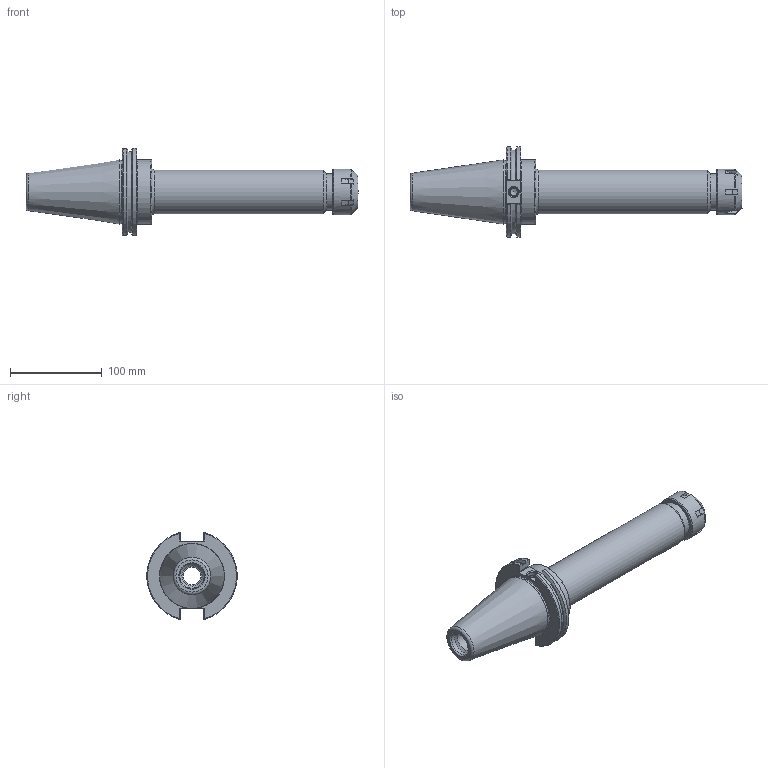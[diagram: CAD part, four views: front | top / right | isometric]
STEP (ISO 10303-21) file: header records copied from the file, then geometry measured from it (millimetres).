
FILE_DESCRIPTION((''),'2;1');
FILE_NAME('C50-32ERC1022.iam.stp','2014-06-02T14:19:10',(''),(''),'Autodesk Inventor 2012','Autodesk Inventor 2012','');
FILE_SCHEMA(('AUTOMOTIVE_DESIGN { 1 0 10303 214 1 1 1 1 }'));
Length unit declared in the file: inch
Products named in the file (3): C50-32ERC1022; C50-32ER10-1; 32ERCN
Assembly tree (2 placements, depth 2):
  C50-32ERC1022
    C50-32ER10-1
    32ERCN
Bounding box: 361.19 x 98.06 x 94.71 mm (x, y, z)
Volume: 673094.1 mm3; surface area: 102089.8 mm2
Topology: 2 solids, 2 shells, 125 faces, 329 edges, 213 vertices
Faces by surface type: plane 52, cylinder 37, cone 25, torus 11
Full cylindrical faces by diameter (mm): 8.001 x1, 10.135 x1, 18.923 x1, 21.946 x1, 21.971 x1, 23.495 x1, 26.365 x1, 27 x1, 33 x1, 38.65 x1, 40 x1, 41 x1, 47.752 x1, 50 x1, 69.342 x1, 69.85 x1
Entity records: 3802 total; most frequent: CARTESIAN_POINT 858, DIRECTION 570, ORIENTED_EDGE 560, EDGE_CURVE 280, AXIS2_PLACEMENT_3D 236, VERTEX_POINT 202, EDGE_LOOP 172, FACE_OUTER_BOUND 125
